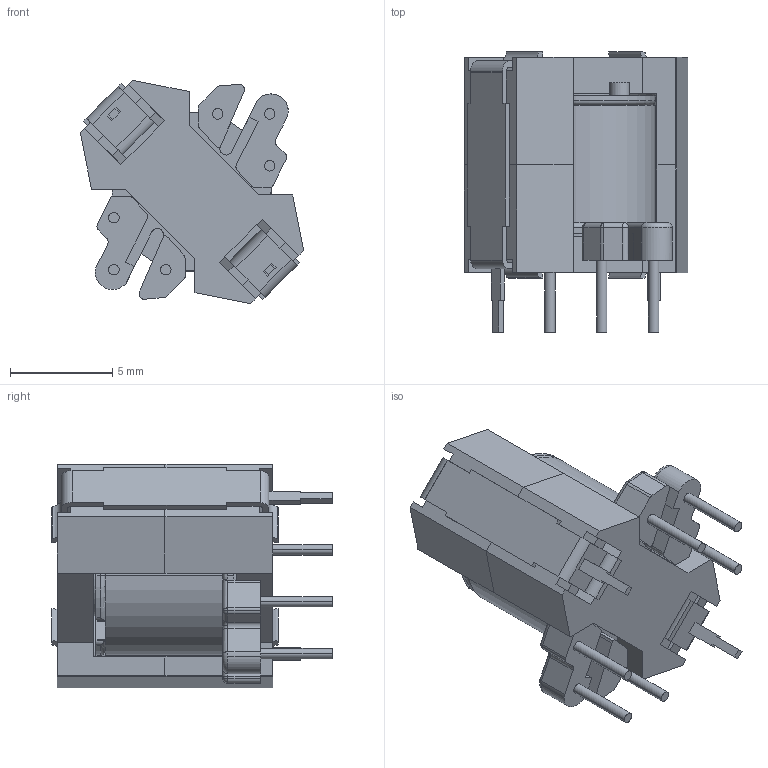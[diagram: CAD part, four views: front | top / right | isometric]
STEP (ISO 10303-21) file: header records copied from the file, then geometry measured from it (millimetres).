
FILE_DESCRIPTION (( 'STEP AP214' ), '1' );
FILE_NAME ('RM4_5754_0056.STEP', '2019-02-01T14:36:43', ( '' ), ( '' ), 'SwSTEP 2.0', 'SolidWorks 2017', '' );
FILE_SCHEMA (( 'AUTOMOTIVE_DESIGN' ));
Length unit declared in the file: millimetre
Products named in the file (5): 139-0056_6G; 150-2620_6A; 070-5754_coil; 070-5754_6A; RM4_5754_0056
Assembly tree (6 placements, depth 2):
  RM4_5754_0056
    070-5754_6A
    070-5754_coil
    150-2620_6A  x2
    139-0056_6G  x2
Bounding box: 10.93 x 13.73 x 10.93 mm (x, y, z)
Volume: 750.9 mm3; surface area: 1595.5 mm2
Topology: 6 solids, 6 shells, 311 faces, 821 edges, 534 vertices
Faces by surface type: plane 165, cylinder 113, torus 33
Entity records: 7822 total; most frequent: CARTESIAN_POINT 1401, DIRECTION 1326, ORIENTED_EDGE 1240, EDGE_CURVE 620, AXIS2_PLACEMENT_3D 485, VERTEX_POINT 400, VECTOR 356, LINE 356
